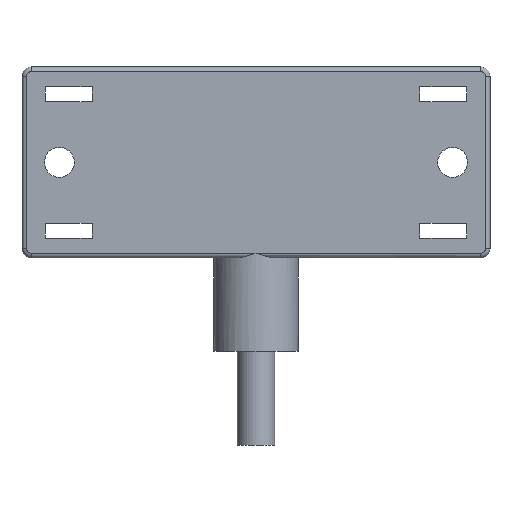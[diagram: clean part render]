
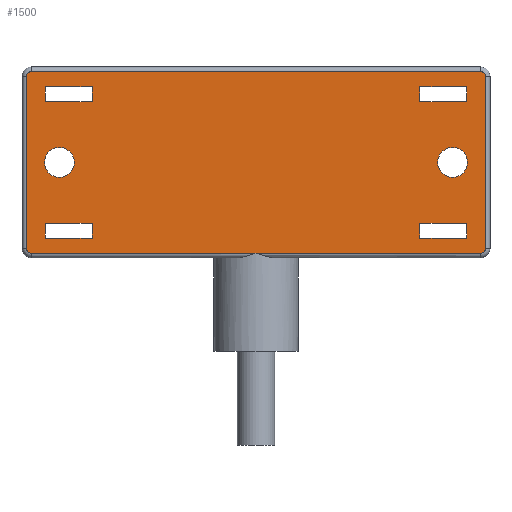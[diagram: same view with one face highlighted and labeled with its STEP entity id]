
A CAD part, front view. The second image highlights one B-rep face of the part: STEP entity #1500.
In plain terms, the highlighted planar face has unit normal (0, -1, 0).
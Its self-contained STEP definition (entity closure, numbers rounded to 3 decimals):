
#56=DIRECTION('',(1.,0.,0.));
#57=VECTOR('',#56,24.);
#58=CARTESIAN_POINT('',(-24.,0.,-9.7));
#59=LINE('',#58,#57);
#64=CARTESIAN_POINT('',(-24.,0.,-9.2));
#65=DIRECTION('',(0.,-1.,0.));
#66=DIRECTION('',(-1.,0.,0.));
#67=AXIS2_PLACEMENT_3D('',#64,#65,#66);
#72=DIRECTION('',(0.,0.,-1.));
#73=VECTOR('',#72,18.4);
#74=CARTESIAN_POINT('',(-24.5,0.,9.2));
#75=LINE('',#74,#73);
#79=CARTESIAN_POINT('',(-24.,0.,9.2));
#80=DIRECTION('',(0.,-1.,0.));
#81=DIRECTION('',(0.,0.,1.));
#82=AXIS2_PLACEMENT_3D('',#79,#80,#81);
#87=DIRECTION('',(-1.,0.,0.));
#88=VECTOR('',#87,48.);
#89=CARTESIAN_POINT('',(24.,0.,9.7));
#90=LINE('',#89,#88);
#94=CARTESIAN_POINT('',(24.,0.,9.2));
#95=DIRECTION('',(0.,-1.,0.));
#96=DIRECTION('',(1.,0.,0.));
#97=AXIS2_PLACEMENT_3D('',#94,#95,#96);
#102=DIRECTION('',(0.,0.,1.));
#103=VECTOR('',#102,18.4);
#104=CARTESIAN_POINT('',(24.5,0.,-9.2));
#105=LINE('',#104,#103);
#109=CARTESIAN_POINT('',(24.,0.,-9.2));
#110=DIRECTION('',(0.,-1.,0.));
#111=DIRECTION('',(0.,0.,-1.));
#112=AXIS2_PLACEMENT_3D('',#109,#110,#111);
#117=DIRECTION('',(1.,0.,0.));
#118=VECTOR('',#117,24.);
#119=CARTESIAN_POINT('',(0.,0.,-9.7));
#120=LINE('',#119,#118);
#124=CARTESIAN_POINT('',(21.,0.,0.));
#125=DIRECTION('',(0.,-1.,0.));
#126=DIRECTION('',(1.,0.,0.));
#127=AXIS2_PLACEMENT_3D('',#124,#125,#126);
#132=CARTESIAN_POINT('',(21.,0.,0.));
#133=DIRECTION('',(0.,-1.,0.));
#134=DIRECTION('',(-1.,0.,0.));
#135=AXIS2_PLACEMENT_3D('',#132,#133,#134);
#140=DIRECTION('',(0.,0.,1.));
#141=VECTOR('',#140,1.6);
#142=CARTESIAN_POINT('',(17.5,0.,-8.1));
#143=LINE('',#142,#141);
#147=DIRECTION('',(-1.,0.,0.));
#148=VECTOR('',#147,5.);
#149=CARTESIAN_POINT('',(22.5,0.,-8.1));
#150=LINE('',#149,#148);
#154=DIRECTION('',(0.,0.,-1.));
#155=VECTOR('',#154,1.6);
#156=CARTESIAN_POINT('',(22.5,0.,-6.5));
#157=LINE('',#156,#155);
#161=DIRECTION('',(1.,0.,0.));
#162=VECTOR('',#161,5.);
#163=CARTESIAN_POINT('',(17.5,0.,-6.5));
#164=LINE('',#163,#162);
#168=DIRECTION('',(0.,0.,1.));
#169=VECTOR('',#168,1.6);
#170=CARTESIAN_POINT('',(17.5,0.,6.5));
#171=LINE('',#170,#169);
#175=DIRECTION('',(-1.,0.,0.));
#176=VECTOR('',#175,5.);
#177=CARTESIAN_POINT('',(22.5,0.,6.5));
#178=LINE('',#177,#176);
#182=DIRECTION('',(0.,0.,-1.));
#183=VECTOR('',#182,1.6);
#184=CARTESIAN_POINT('',(22.5,0.,8.1));
#185=LINE('',#184,#183);
#189=DIRECTION('',(1.,0.,0.));
#190=VECTOR('',#189,5.);
#191=CARTESIAN_POINT('',(17.5,0.,8.1));
#192=LINE('',#191,#190);
#196=CARTESIAN_POINT('',(-21.,0.,0.));
#197=DIRECTION('',(0.,1.,0.));
#198=DIRECTION('',(-1.,0.,0.));
#199=AXIS2_PLACEMENT_3D('',#196,#197,#198);
#204=CARTESIAN_POINT('',(-21.,0.,0.));
#205=DIRECTION('',(0.,1.,0.));
#206=DIRECTION('',(1.,0.,0.));
#207=AXIS2_PLACEMENT_3D('',#204,#205,#206);
#212=DIRECTION('',(0.,0.,1.));
#213=VECTOR('',#212,1.6);
#214=CARTESIAN_POINT('',(-17.5,0.,-8.1));
#215=LINE('',#214,#213);
#219=DIRECTION('',(-1.,0.,0.));
#220=VECTOR('',#219,5.);
#221=CARTESIAN_POINT('',(-17.5,0.,-6.5));
#222=LINE('',#221,#220);
#226=DIRECTION('',(0.,0.,-1.));
#227=VECTOR('',#226,1.6);
#228=CARTESIAN_POINT('',(-22.5,0.,-6.5));
#229=LINE('',#228,#227);
#233=DIRECTION('',(1.,0.,0.));
#234=VECTOR('',#233,5.);
#235=CARTESIAN_POINT('',(-22.5,0.,-8.1));
#236=LINE('',#235,#234);
#240=DIRECTION('',(0.,0.,1.));
#241=VECTOR('',#240,1.6);
#242=CARTESIAN_POINT('',(-17.5,0.,6.5));
#243=LINE('',#242,#241);
#247=DIRECTION('',(-1.,0.,0.));
#248=VECTOR('',#247,5.);
#249=CARTESIAN_POINT('',(-17.5,0.,8.1));
#250=LINE('',#249,#248);
#254=DIRECTION('',(0.,0.,-1.));
#255=VECTOR('',#254,1.6);
#256=CARTESIAN_POINT('',(-22.5,0.,8.1));
#257=LINE('',#256,#255);
#261=DIRECTION('',(1.,0.,0.));
#262=VECTOR('',#261,5.);
#263=CARTESIAN_POINT('',(-22.5,0.,6.5));
#264=LINE('',#263,#262);
#1233=CARTESIAN_POINT('',(22.6,0.,0.));
#1234=CARTESIAN_POINT('',(19.4,0.,0.));
#1235=VERTEX_POINT('',#1233);
#1236=VERTEX_POINT('',#1234);
#1257=CARTESIAN_POINT('',(17.5,0.,-8.1));
#1258=CARTESIAN_POINT('',(17.5,0.,-6.5));
#1259=VERTEX_POINT('',#1257);
#1260=VERTEX_POINT('',#1258);
#1261=CARTESIAN_POINT('',(22.5,0.,-6.5));
#1262=VERTEX_POINT('',#1261);
#1263=CARTESIAN_POINT('',(22.5,0.,-8.1));
#1264=VERTEX_POINT('',#1263);
#1273=CARTESIAN_POINT('',(17.5,0.,6.5));
#1274=CARTESIAN_POINT('',(17.5,0.,8.1));
#1275=VERTEX_POINT('',#1273);
#1276=VERTEX_POINT('',#1274);
#1277=CARTESIAN_POINT('',(22.5,0.,8.1));
#1278=VERTEX_POINT('',#1277);
#1279=CARTESIAN_POINT('',(22.5,0.,6.5));
#1280=VERTEX_POINT('',#1279);
#1289=CARTESIAN_POINT('',(-22.6,0.,0.));
#1290=CARTESIAN_POINT('',(-19.4,0.,0.));
#1291=VERTEX_POINT('',#1289);
#1292=VERTEX_POINT('',#1290);
#1313=CARTESIAN_POINT('',(-17.5,0.,-8.1));
#1314=CARTESIAN_POINT('',(-17.5,0.,-6.5));
#1315=VERTEX_POINT('',#1313);
#1316=VERTEX_POINT('',#1314);
#1317=CARTESIAN_POINT('',(-22.5,0.,-6.5));
#1318=VERTEX_POINT('',#1317);
#1319=CARTESIAN_POINT('',(-22.5,0.,-8.1));
#1320=VERTEX_POINT('',#1319);
#1329=CARTESIAN_POINT('',(-17.5,0.,6.5));
#1330=CARTESIAN_POINT('',(-17.5,0.,8.1));
#1331=VERTEX_POINT('',#1329);
#1332=VERTEX_POINT('',#1330);
#1333=CARTESIAN_POINT('',(-22.5,0.,8.1));
#1334=VERTEX_POINT('',#1333);
#1335=CARTESIAN_POINT('',(-22.5,0.,6.5));
#1336=VERTEX_POINT('',#1335);
#1389=CARTESIAN_POINT('',(-24.,0.,-9.7));
#1390=CARTESIAN_POINT('',(0.,0.,-9.7));
#1391=VERTEX_POINT('',#1389);
#1392=VERTEX_POINT('',#1390);
#1393=CARTESIAN_POINT('',(-24.5,0.,-9.2));
#1394=VERTEX_POINT('',#1393);
#1397=CARTESIAN_POINT('',(-24.5,0.,9.2));
#1398=VERTEX_POINT('',#1397);
#1401=CARTESIAN_POINT('',(-24.,0.,9.7));
#1402=VERTEX_POINT('',#1401);
#1405=CARTESIAN_POINT('',(24.,0.,9.7));
#1406=VERTEX_POINT('',#1405);
#1409=CARTESIAN_POINT('',(24.5,0.,9.2));
#1410=VERTEX_POINT('',#1409);
#1413=CARTESIAN_POINT('',(24.5,0.,-9.2));
#1414=VERTEX_POINT('',#1413);
#1417=CARTESIAN_POINT('',(24.,0.,-9.7));
#1418=VERTEX_POINT('',#1417);
#1423=CARTESIAN_POINT('',(0.,0.,0.));
#1424=DIRECTION('',(0.,1.,0.));
#1425=DIRECTION('',(1.,0.,0.));
#1426=AXIS2_PLACEMENT_3D('',#1423,#1424,#1425);
#1427=PLANE('',#1426);
#1429=ORIENTED_EDGE('',*,*,#1428,.F.);
#1431=ORIENTED_EDGE('',*,*,#1430,.F.);
#1433=ORIENTED_EDGE('',*,*,#1432,.F.);
#1435=ORIENTED_EDGE('',*,*,#1434,.F.);
#1437=ORIENTED_EDGE('',*,*,#1436,.F.);
#1439=ORIENTED_EDGE('',*,*,#1438,.F.);
#1441=ORIENTED_EDGE('',*,*,#1440,.F.);
#1443=ORIENTED_EDGE('',*,*,#1442,.F.);
#1445=ORIENTED_EDGE('',*,*,#1444,.F.);
#1446=EDGE_LOOP('',(#1429,#1431,#1433,#1435,#1437,#1439,#1441,#1443,#1445));
#1447=FACE_OUTER_BOUND('',#1446,.F.);
#1449=ORIENTED_EDGE('',*,*,#1448,.T.);
#1451=ORIENTED_EDGE('',*,*,#1450,.T.);
#1452=EDGE_LOOP('',(#1449,#1451));
#1453=FACE_BOUND('',#1452,.F.);
#1455=ORIENTED_EDGE('',*,*,#1454,.F.);
#1457=ORIENTED_EDGE('',*,*,#1456,.F.);
#1459=ORIENTED_EDGE('',*,*,#1458,.F.);
#1461=ORIENTED_EDGE('',*,*,#1460,.F.);
#1462=EDGE_LOOP('',(#1455,#1457,#1459,#1461));
#1463=FACE_BOUND('',#1462,.F.);
#1465=ORIENTED_EDGE('',*,*,#1464,.F.);
#1467=ORIENTED_EDGE('',*,*,#1466,.F.);
#1469=ORIENTED_EDGE('',*,*,#1468,.F.);
#1471=ORIENTED_EDGE('',*,*,#1470,.F.);
#1472=EDGE_LOOP('',(#1465,#1467,#1469,#1471));
#1473=FACE_BOUND('',#1472,.F.);
#1475=ORIENTED_EDGE('',*,*,#1474,.F.);
#1477=ORIENTED_EDGE('',*,*,#1476,.F.);
#1478=EDGE_LOOP('',(#1475,#1477));
#1479=FACE_BOUND('',#1478,.F.);
#1481=ORIENTED_EDGE('',*,*,#1480,.T.);
#1483=ORIENTED_EDGE('',*,*,#1482,.T.);
#1485=ORIENTED_EDGE('',*,*,#1484,.T.);
#1487=ORIENTED_EDGE('',*,*,#1486,.T.);
#1488=EDGE_LOOP('',(#1481,#1483,#1485,#1487));
#1489=FACE_BOUND('',#1488,.F.);
#1491=ORIENTED_EDGE('',*,*,#1490,.T.);
#1493=ORIENTED_EDGE('',*,*,#1492,.T.);
#1495=ORIENTED_EDGE('',*,*,#1494,.T.);
#1497=ORIENTED_EDGE('',*,*,#1496,.T.);
#1498=EDGE_LOOP('',(#1491,#1493,#1495,#1497));
#1499=FACE_BOUND('',#1498,.F.);
#1500=ADVANCED_FACE('',(#1447,#1453,#1463,#1473,#1479,#1489,#1499),#1427,.F.);
#68=CIRCLE('',#67,0.5);
#83=CIRCLE('',#82,0.5);
#98=CIRCLE('',#97,0.5);
#113=CIRCLE('',#112,0.5);
#128=CIRCLE('',#127,1.6);
#136=CIRCLE('',#135,1.6);
#200=CIRCLE('',#199,1.6);
#208=CIRCLE('',#207,1.6);
#1428=EDGE_CURVE('',#1391,#1392,#59,.T.);
#1430=EDGE_CURVE('',#1394,#1391,#68,.T.);
#1432=EDGE_CURVE('',#1398,#1394,#75,.T.);
#1434=EDGE_CURVE('',#1402,#1398,#83,.T.);
#1436=EDGE_CURVE('',#1406,#1402,#90,.T.);
#1438=EDGE_CURVE('',#1410,#1406,#98,.T.);
#1440=EDGE_CURVE('',#1414,#1410,#105,.T.);
#1442=EDGE_CURVE('',#1418,#1414,#113,.T.);
#1444=EDGE_CURVE('',#1392,#1418,#120,.T.);
#1448=EDGE_CURVE('',#1235,#1236,#128,.T.);
#1450=EDGE_CURVE('',#1236,#1235,#136,.T.);
#1454=EDGE_CURVE('',#1259,#1260,#143,.T.);
#1456=EDGE_CURVE('',#1264,#1259,#150,.T.);
#1458=EDGE_CURVE('',#1262,#1264,#157,.T.);
#1460=EDGE_CURVE('',#1260,#1262,#164,.T.);
#1464=EDGE_CURVE('',#1275,#1276,#171,.T.);
#1466=EDGE_CURVE('',#1280,#1275,#178,.T.);
#1468=EDGE_CURVE('',#1278,#1280,#185,.T.);
#1470=EDGE_CURVE('',#1276,#1278,#192,.T.);
#1474=EDGE_CURVE('',#1291,#1292,#200,.T.);
#1476=EDGE_CURVE('',#1292,#1291,#208,.T.);
#1480=EDGE_CURVE('',#1315,#1316,#215,.T.);
#1482=EDGE_CURVE('',#1316,#1318,#222,.T.);
#1484=EDGE_CURVE('',#1318,#1320,#229,.T.);
#1486=EDGE_CURVE('',#1320,#1315,#236,.T.);
#1490=EDGE_CURVE('',#1331,#1332,#243,.T.);
#1492=EDGE_CURVE('',#1332,#1334,#250,.T.);
#1494=EDGE_CURVE('',#1334,#1336,#257,.T.);
#1496=EDGE_CURVE('',#1336,#1331,#264,.T.);
